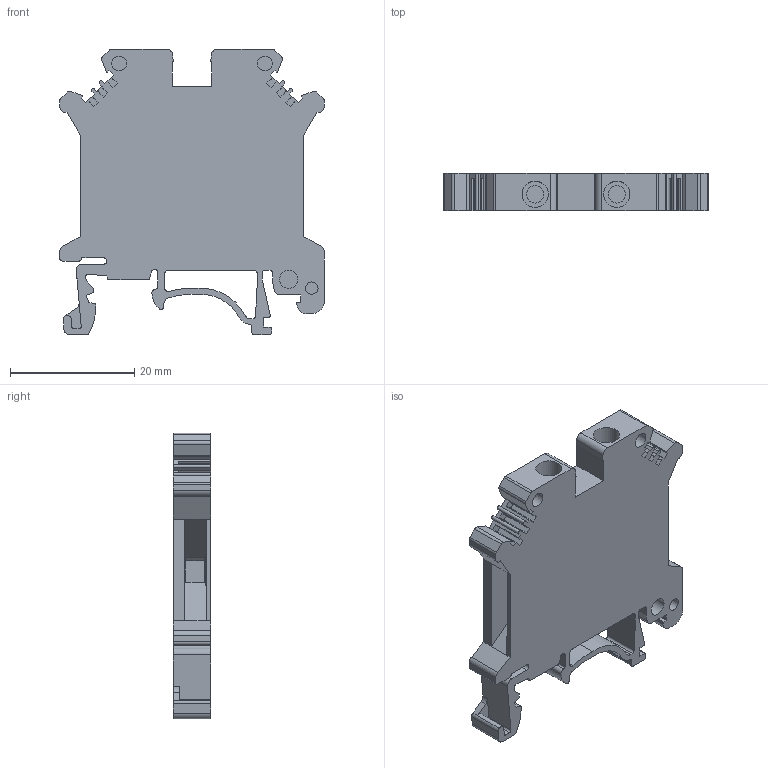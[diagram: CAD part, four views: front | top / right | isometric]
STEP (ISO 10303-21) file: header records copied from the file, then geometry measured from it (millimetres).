
FILE_DESCRIPTION(/* description */ ('Unknown'),/* implementation_level */ '2;1');
FILE_NAME(/* name */ '6UBT4H',/* time_stamp */ '2016-10-12T16:16:55+06:00',/* author */ ('Unknown'),/* organization */ ('Unknown'),/* preprocessor_version */ 'ST-DEVELOPER v16',/* originating_system */ 'DEX',/* authorisation */ $);
FILE_SCHEMA (('AUTOMOTIVE_DESIGN {1 0 10303 214 3 1 1}'));
Length unit declared in the file: millimetre
Products named in the file (1): 6UBT4H
Bounding box: 42.5 x 6 x 45.9 mm (x, y, z)
Volume: 6998.4 mm3; surface area: 5498.7 mm2
Topology: 1 solids, 1 shells, 259 faces, 737 edges, 488 vertices
Faces by surface type: plane 181, cylinder 78
Full cylindrical faces by diameter (mm): 2 x1, 2.4 x2, 2.8 x2, 2.9 x1, 4.2 x2
Entity records: 8366 total; most frequent: CARTESIAN_POINT 1476, ORIENTED_EDGE 1454, DIRECTION 1404, EDGE_CURVE 727, LINE 568, VECTOR 568, VERTEX_POINT 486, AXIS2_PLACEMENT_3D 418
